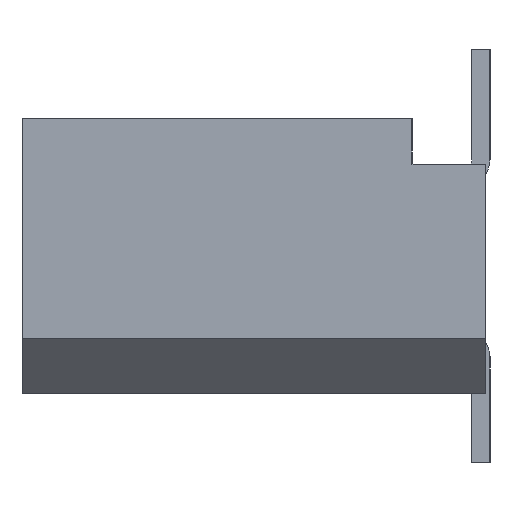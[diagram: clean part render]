
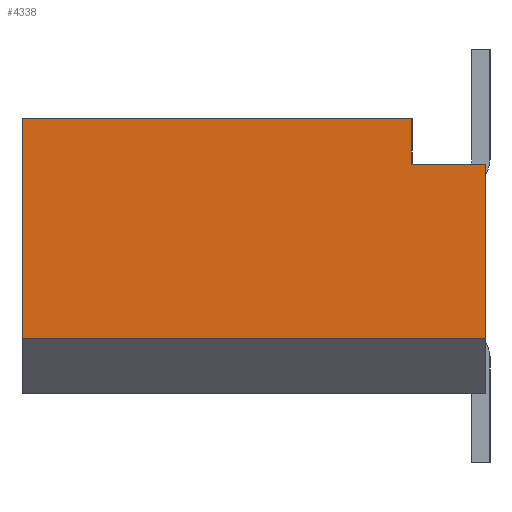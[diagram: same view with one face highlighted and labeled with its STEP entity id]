
A CAD part, left-side view. The second image highlights one B-rep face of the part: STEP entity #4338.
In plain terms, the highlighted planar face has unit normal (-1, 0, 0).
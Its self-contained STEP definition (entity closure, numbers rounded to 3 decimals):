
#1=DIRECTION('',(0.,1.,0.));
#2=VECTOR('',#1,5.05);
#3=CARTESIAN_POINT('',(-5.5,0.,-0.9));
#4=LINE('',#3,#2);
#5=DIRECTION('',(0.,0.,1.));
#6=VECTOR('',#5,2.4);
#7=CARTESIAN_POINT('',(-5.5,5.05,-0.9));
#8=LINE('',#7,#6);
#9=DIRECTION('',(0.,-1.,0.));
#10=VECTOR('',#9,4.25);
#11=CARTESIAN_POINT('',(-5.5,5.05,1.5));
#12=LINE('',#11,#10);
#13=DIRECTION('',(0.,0.,-1.));
#14=VECTOR('',#13,0.5);
#15=CARTESIAN_POINT('',(-5.5,0.8,1.5));
#16=LINE('',#15,#14);
#17=DIRECTION('',(0.,-1.,0.));
#18=VECTOR('',#17,0.8);
#19=CARTESIAN_POINT('',(-5.5,0.8,1.));
#20=LINE('',#19,#18);
#21=DIRECTION('',(0.,0.,-1.));
#22=VECTOR('',#21,1.9);
#23=CARTESIAN_POINT('',(-5.5,0.,1.));
#24=LINE('',#23,#22);
#3279=CARTESIAN_POINT('',(-5.5,0.8,1.5));
#3280=CARTESIAN_POINT('',(-5.5,0.8,1.));
#3281=VERTEX_POINT('',#3279);
#3282=VERTEX_POINT('',#3280);
#3283=CARTESIAN_POINT('',(-5.5,0.,1.));
#3284=VERTEX_POINT('',#3283);
#3285=CARTESIAN_POINT('',(-5.5,5.05,1.5));
#3286=VERTEX_POINT('',#3285);
#3723=CARTESIAN_POINT('',(-5.5,0.,-0.9));
#3724=CARTESIAN_POINT('',(-5.5,5.05,-0.9));
#3725=VERTEX_POINT('',#3723);
#3726=VERTEX_POINT('',#3724);
#4319=CARTESIAN_POINT('',(-5.5,0.,0.));
#4320=DIRECTION('',(1.,0.,0.));
#4321=DIRECTION('',(0.,0.,-1.));
#4322=AXIS2_PLACEMENT_3D('',#4319,#4320,#4321);
#4323=PLANE('',#4322);
#4325=ORIENTED_EDGE('',*,*,#4324,.T.);
#4327=ORIENTED_EDGE('',*,*,#4326,.T.);
#4329=ORIENTED_EDGE('',*,*,#4328,.T.);
#4331=ORIENTED_EDGE('',*,*,#4330,.T.);
#4333=ORIENTED_EDGE('',*,*,#4332,.T.);
#4335=ORIENTED_EDGE('',*,*,#4334,.T.);
#4336=EDGE_LOOP('',(#4325,#4327,#4329,#4331,#4333,#4335));
#4337=FACE_OUTER_BOUND('',#4336,.F.);
#4338=ADVANCED_FACE('',(#4337),#4323,.F.);
#4324=EDGE_CURVE('',#3725,#3726,#4,.T.);
#4326=EDGE_CURVE('',#3726,#3286,#8,.T.);
#4328=EDGE_CURVE('',#3286,#3281,#12,.T.);
#4330=EDGE_CURVE('',#3281,#3282,#16,.T.);
#4332=EDGE_CURVE('',#3282,#3284,#20,.T.);
#4334=EDGE_CURVE('',#3284,#3725,#24,.T.);
